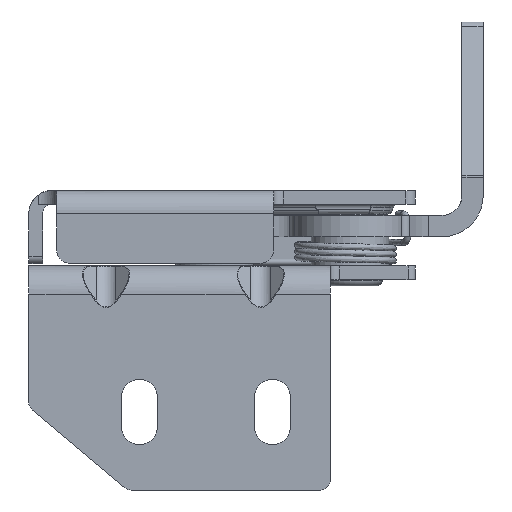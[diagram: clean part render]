
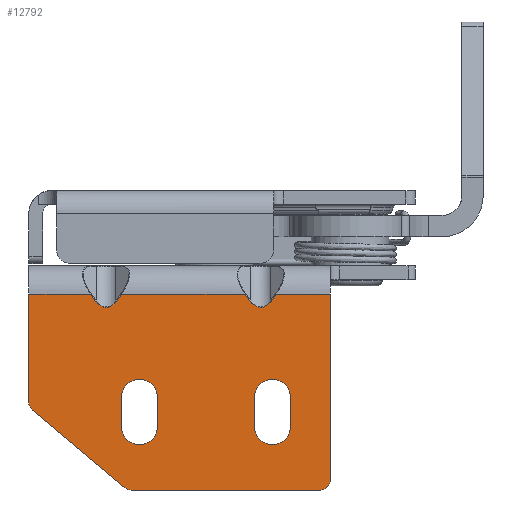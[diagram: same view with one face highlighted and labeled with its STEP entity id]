
A CAD part, front view. The second image highlights one B-rep face of the part: STEP entity #12792.
In plain terms, the highlighted planar face has unit normal (0, -1, 0).
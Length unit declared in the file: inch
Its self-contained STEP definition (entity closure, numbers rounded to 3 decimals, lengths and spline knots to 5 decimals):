
#23=ELLIPSE('',#13785,0.13393,0.0947);
#24=ELLIPSE('',#13786,0.13393,0.0947);
#380=FACE_BOUND('',#1754,.T.);
#381=FACE_BOUND('',#1755,.T.);
#548=PLANE('',#13783);
#1052=FACE_OUTER_BOUND('',#1753,.T.);
#1753=EDGE_LOOP('',(#9419,#9420,#9421,#9422,#9423,#9424,#9425,#9426,#9427,
#9428,#9429,#9430,#9431,#9432,#9433,#9434));
#1754=EDGE_LOOP('',(#9435,#9436,#9437,#9438));
#1755=EDGE_LOOP('',(#9439,#9440,#9441,#9442));
#2472=CIRCLE('',#13769,0.063);
#2480=CIRCLE('',#13782,0.063);
#2481=CIRCLE('',#13784,0.063);
#2482=CIRCLE('',#13787,0.117);
#2483=CIRCLE('',#13788,0.117);
#2484=CIRCLE('',#13789,0.117);
#2485=CIRCLE('',#13790,0.117);
#3024=LINE('',#21210,#4246);
#3040=LINE('',#21261,#4262);
#3041=LINE('',#21265,#4263);
#3042=LINE('',#21267,#4264);
#3043=LINE('',#21269,#4265);
#3044=LINE('',#21273,#4266);
#3045=LINE('',#21275,#4267);
#3046=LINE('',#21277,#4268);
#3047=LINE('',#21281,#4269);
#3048=LINE('',#21283,#4270);
#3049=LINE('',#21284,#4271);
#3050=LINE('',#21289,#4272);
#3051=LINE('',#21292,#4273);
#3052=LINE('',#21295,#4274);
#3053=LINE('',#21299,#4275);
#4246=VECTOR('',#15682,0.3937);
#4262=VECTOR('',#15722,0.3937);
#4263=VECTOR('',#15725,0.3937);
#4264=VECTOR('',#15726,0.3937);
#4265=VECTOR('',#15727,0.3937);
#4266=VECTOR('',#15730,0.3937);
#4267=VECTOR('',#15731,0.3937);
#4268=VECTOR('',#15732,0.3937);
#4269=VECTOR('',#15735,0.3937);
#4270=VECTOR('',#15736,0.3937);
#4271=VECTOR('',#15737,0.3937);
#4272=VECTOR('',#15740,0.3937);
#4273=VECTOR('',#15743,0.3937);
#4274=VECTOR('',#15744,0.3937);
#4275=VECTOR('',#15747,0.3937);
#5524=VERTEX_POINT('',#21197);
#5525=VERTEX_POINT('',#21198);
#5529=VERTEX_POINT('',#21208);
#5551=VERTEX_POINT('',#21256);
#5552=VERTEX_POINT('',#21260);
#5553=VERTEX_POINT('',#21262);
#5554=VERTEX_POINT('',#21264);
#5555=VERTEX_POINT('',#21266);
#5556=VERTEX_POINT('',#21268);
#5557=VERTEX_POINT('',#21270);
#5558=VERTEX_POINT('',#21272);
#5559=VERTEX_POINT('',#21274);
#5560=VERTEX_POINT('',#21276);
#5561=VERTEX_POINT('',#21278);
#5562=VERTEX_POINT('',#21280);
#5563=VERTEX_POINT('',#21282);
#5564=VERTEX_POINT('',#21285);
#5565=VERTEX_POINT('',#21286);
#5566=VERTEX_POINT('',#21288);
#5567=VERTEX_POINT('',#21290);
#5568=VERTEX_POINT('',#21293);
#5569=VERTEX_POINT('',#21294);
#5570=VERTEX_POINT('',#21296);
#5571=VERTEX_POINT('',#21298);
#6942=EDGE_CURVE('',#5524,#5525,#2472,.T.);
#6948=EDGE_CURVE('',#5524,#5529,#3024,.T.);
#6972=EDGE_CURVE('',#5551,#5529,#2480,.T.);
#6973=EDGE_CURVE('',#5551,#5552,#3040,.T.);
#6974=EDGE_CURVE('',#5553,#5552,#2481,.T.);
#6975=EDGE_CURVE('',#5554,#5553,#3041,.T.);
#6976=EDGE_CURVE('',#5555,#5554,#3042,.T.);
#6977=EDGE_CURVE('',#5556,#5555,#3043,.T.);
#6978=EDGE_CURVE('',#5557,#5556,#23,.T.);
#6979=EDGE_CURVE('',#5558,#5557,#3044,.T.);
#6980=EDGE_CURVE('',#5559,#5558,#3045,.T.);
#6981=EDGE_CURVE('',#5560,#5559,#3046,.T.);
#6982=EDGE_CURVE('',#5561,#5560,#24,.T.);
#6983=EDGE_CURVE('',#5562,#5561,#3047,.T.);
#6984=EDGE_CURVE('',#5563,#5562,#3048,.T.);
#6985=EDGE_CURVE('',#5563,#5525,#3049,.T.);
#6986=EDGE_CURVE('',#5564,#5565,#2482,.T.);
#6987=EDGE_CURVE('',#5565,#5566,#3050,.T.);
#6988=EDGE_CURVE('',#5566,#5567,#2483,.T.);
#6989=EDGE_CURVE('',#5567,#5564,#3051,.T.);
#6990=EDGE_CURVE('',#5568,#5569,#3052,.T.);
#6991=EDGE_CURVE('',#5569,#5570,#2484,.T.);
#6992=EDGE_CURVE('',#5570,#5571,#3053,.T.);
#6993=EDGE_CURVE('',#5571,#5568,#2485,.T.);
#9419=ORIENTED_EDGE('',*,*,#6942,.F.);
#9420=ORIENTED_EDGE('',*,*,#6948,.T.);
#9421=ORIENTED_EDGE('',*,*,#6972,.F.);
#9422=ORIENTED_EDGE('',*,*,#6973,.T.);
#9423=ORIENTED_EDGE('',*,*,#6974,.F.);
#9424=ORIENTED_EDGE('',*,*,#6975,.F.);
#9425=ORIENTED_EDGE('',*,*,#6976,.F.);
#9426=ORIENTED_EDGE('',*,*,#6977,.F.);
#9427=ORIENTED_EDGE('',*,*,#6978,.F.);
#9428=ORIENTED_EDGE('',*,*,#6979,.F.);
#9429=ORIENTED_EDGE('',*,*,#6980,.F.);
#9430=ORIENTED_EDGE('',*,*,#6981,.F.);
#9431=ORIENTED_EDGE('',*,*,#6982,.F.);
#9432=ORIENTED_EDGE('',*,*,#6983,.F.);
#9433=ORIENTED_EDGE('',*,*,#6984,.F.);
#9434=ORIENTED_EDGE('',*,*,#6985,.T.);
#9435=ORIENTED_EDGE('',*,*,#6986,.T.);
#9436=ORIENTED_EDGE('',*,*,#6987,.T.);
#9437=ORIENTED_EDGE('',*,*,#6988,.T.);
#9438=ORIENTED_EDGE('',*,*,#6989,.T.);
#9439=ORIENTED_EDGE('',*,*,#6990,.T.);
#9440=ORIENTED_EDGE('',*,*,#6991,.T.);
#9441=ORIENTED_EDGE('',*,*,#6992,.T.);
#9442=ORIENTED_EDGE('',*,*,#6993,.T.);
#12792=ADVANCED_FACE('',(#1052,#380,#381),#548,.T.);
#13769=AXIS2_PLACEMENT_3D('',#21199,#15672,#15673);
#13782=AXIS2_PLACEMENT_3D('',#21258,#15718,#15719);
#13783=AXIS2_PLACEMENT_3D('',#21259,#15720,#15721);
#13784=AXIS2_PLACEMENT_3D('',#21263,#15723,#15724);
#13785=AXIS2_PLACEMENT_3D('',#21271,#15728,#15729);
#13786=AXIS2_PLACEMENT_3D('',#21279,#15733,#15734);
#13787=AXIS2_PLACEMENT_3D('',#21287,#15738,#15739);
#13788=AXIS2_PLACEMENT_3D('',#21291,#15741,#15742);
#13789=AXIS2_PLACEMENT_3D('',#21297,#15745,#15746);
#13790=AXIS2_PLACEMENT_3D('',#21300,#15748,#15749);
#15672=DIRECTION('center_axis',(0.,1.,0.));
#15673=DIRECTION('ref_axis',(-0.906,0.,-0.423));
#15682=DIRECTION('',(0.766,0.,-0.643));
#15718=DIRECTION('center_axis',(0.,1.,0.));
#15719=DIRECTION('ref_axis',(-0.342,0.,-0.94));
#15720=DIRECTION('center_axis',(0.,-1.,0.));
#15721=DIRECTION('ref_axis',(0.,0.,
-1.));
#15722=DIRECTION('',(1.,0.,0.));
#15723=DIRECTION('center_axis',(0.,1.,0.));
#15724=DIRECTION('ref_axis',(0.707,0.,-0.707));
#15725=DIRECTION('',(0.,0.,-1.));
#15726=DIRECTION('',(1.,0.,0.));
#15727=DIRECTION('',(0.577,0.,0.816));
#15728=DIRECTION('center_axis',(0.,-1.,0.));
#15729=DIRECTION('ref_axis',(0.,0.,
-1.));
#15730=DIRECTION('',(0.577,0.,-0.816));
#15731=DIRECTION('',(1.,0.,0.));
#15732=DIRECTION('',(0.577,0.,0.816));
#15733=DIRECTION('center_axis',(0.,-1.,0.));
#15734=DIRECTION('ref_axis',(0.,0.,
-1.));
#15735=DIRECTION('',(0.577,0.,-0.816));
#15736=DIRECTION('',(1.,0.,0.));
#15737=DIRECTION('',(0.,0.,-1.));
#15738=DIRECTION('center_axis',(0.,1.,0.));
#15739=DIRECTION('ref_axis',(-1.,0.,0.));
#15740=DIRECTION('',(0.,0.,-1.));
#15741=DIRECTION('center_axis',(0.,1.,0.));
#15742=DIRECTION('ref_axis',(1.,0.,0.));
#15743=DIRECTION('',(0.,0.,1.));
#15744=DIRECTION('',(0.,0.,1.));
#15745=DIRECTION('center_axis',(0.,1.,0.));
#15746=DIRECTION('ref_axis',(1.,0.,0.));
#15747=DIRECTION('',(0.,0.,-1.));
#15748=DIRECTION('center_axis',(0.,1.,0.));
#15749=DIRECTION('ref_axis',(-1.,0.,0.));
#21197=CARTESIAN_POINT('',(-1.1795,-0.947,-1.42008));
#21198=CARTESIAN_POINT('',(-1.202,-0.947,-1.37182));
#21199=CARTESIAN_POINT('Origin',(-1.139,-0.947,-1.37182));
#21208=CARTESIAN_POINT('',(-0.58079,-0.947,-1.92246));
#21210=CARTESIAN_POINT('',(-1.42703,-0.947,-1.21238));
#21256=CARTESIAN_POINT('',(-0.54029,-0.947,-1.9372));
#21258=CARTESIAN_POINT('Origin',(-0.54029,-0.947,
-1.8742));
#21259=CARTESIAN_POINT('Origin',(-1.202,-0.947,-0.4872));
#21260=CARTESIAN_POINT('',(0.685,-0.947,-1.9372));
#21261=CARTESIAN_POINT('',(0.748,-0.947,-1.9372));
#21262=CARTESIAN_POINT('',(0.748,-0.947,-1.8742));
#21263=CARTESIAN_POINT('Origin',(0.685,-0.947,-1.8742));
#21264=CARTESIAN_POINT('',(0.748,-0.947,-0.6709));
#21265=CARTESIAN_POINT('',(0.748,-0.947,-0.4872));
#21266=CARTESIAN_POINT('',(0.39773,-0.947,-0.6709));
#21267=CARTESIAN_POINT('',(-0.64055,-0.947,-0.6709));
#21268=CARTESIAN_POINT('',(0.36496,-0.947,-0.71724));
#21269=CARTESIAN_POINT('',(0.1634,-0.947,-1.00229));
#21270=CARTESIAN_POINT('',(0.23104,-0.947,-0.71724));
#21271=CARTESIAN_POINT('Origin',(0.298,-0.947,-0.62254));
#21272=CARTESIAN_POINT('',(0.19827,-0.947,-0.6709));
#21273=CARTESIAN_POINT('',(-0.1174,-0.947,-0.22447));
#21274=CARTESIAN_POINT('',(-0.60227,-0.947,-0.6709));
#21275=CARTESIAN_POINT('',(-0.64055,-0.947,-0.6709));
#21276=CARTESIAN_POINT('',(-0.63504,-0.947,-0.71724));
#21277=CARTESIAN_POINT('',(-0.66993,-0.947,-0.76659));
#21278=CARTESIAN_POINT('',(-0.76896,-0.947,-0.71724));
#21279=CARTESIAN_POINT('Origin',(-0.702,-0.947,-0.62254));
#21280=CARTESIAN_POINT('',(-0.80173,-0.947,-0.6709));
#21281=CARTESIAN_POINT('',(-0.95074,-0.947,-0.46018));
#21282=CARTESIAN_POINT('',(-1.202,-0.947,-0.6709));
#21283=CARTESIAN_POINT('',(-0.64055,-0.947,-0.6709));
#21284=CARTESIAN_POINT('',(-1.202,-0.947,-0.4872));
#21285=CARTESIAN_POINT('',(-0.603,-0.947,-1.3382));
#21286=CARTESIAN_POINT('',(-0.369,-0.947,-1.3382));
#21287=CARTESIAN_POINT('Origin',(-0.486,-0.947,
-1.3382));
#21288=CARTESIAN_POINT('',(-0.369,-0.947,-1.5272));
#21289=CARTESIAN_POINT('',(-0.369,-0.947,-0.9127));
#21290=CARTESIAN_POINT('',(-0.603,-0.947,-1.5272));
#21291=CARTESIAN_POINT('Origin',(-0.486,-0.947,
-1.5272));
#21292=CARTESIAN_POINT('',(-0.603,-0.947,-1.0072));
#21293=CARTESIAN_POINT('',(0.257,-0.947,-1.5272));
#21294=CARTESIAN_POINT('',(0.257,-0.947,-1.3382));
#21295=CARTESIAN_POINT('',(0.257,-0.947,-1.0072));
#21296=CARTESIAN_POINT('',(0.491,-0.947,-1.3382));
#21297=CARTESIAN_POINT('Origin',(0.374,-0.947,-1.3382));
#21298=CARTESIAN_POINT('',(0.491,-0.947,-1.5272));
#21299=CARTESIAN_POINT('',(0.491,-0.947,-0.9127));
#21300=CARTESIAN_POINT('Origin',(0.374,-0.947,-1.5272));
